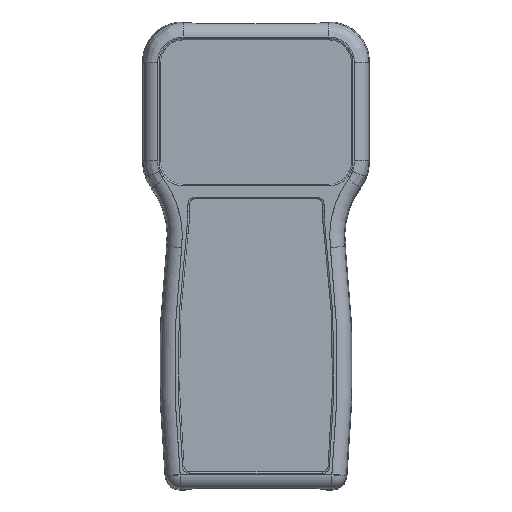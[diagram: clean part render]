
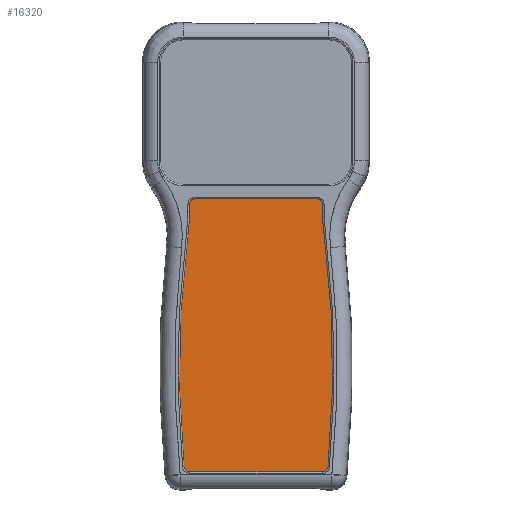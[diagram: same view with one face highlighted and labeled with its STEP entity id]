
A CAD part, top view. The second image highlights one B-rep face of the part: STEP entity #16320.
In plain terms, the highlighted face is planar.
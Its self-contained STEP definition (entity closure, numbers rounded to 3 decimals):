
#658=ELLIPSE('',#17661,2.001,2.);
#659=ELLIPSE('',#17662,2.001,2.);
#1301=CIRCLE('',#17655,364.106);
#1304=CIRCLE('',#17663,364.106);
#2030=B_SPLINE_CURVE_WITH_KNOTS('',3,(#28920,#28921,#28922,#28923),
 .UNSPECIFIED.,.F.,.F.,(4,4),(0.,0.782),.UNSPECIFIED.);
#2031=B_SPLINE_CURVE_WITH_KNOTS('',3,(#28925,#28926,#28927,#28928,#28929,
#28930,#28931,#28932,#28933,#28934,#28935,#28936,#28937,#28938,#28939,#28940),
 .UNSPECIFIED.,.F.,.F.,(4,3,3,3,3,4),(0.,0.078,0.156,
0.169,0.226,0.296),.UNSPECIFIED.);
#2032=B_SPLINE_CURVE_WITH_KNOTS('',3,(#28944,#28945,#28946,#28947,#28948,
#28949,#28950,#28951,#28952,#28953,#28954,#28955,#28956,#28957,#28958,#28959),
 .UNSPECIFIED.,.F.,.F.,(4,3,3,3,3,4),(0.,0.078,0.156,
0.169,0.226,0.296),.UNSPECIFIED.);
#2033=B_SPLINE_CURVE_WITH_KNOTS('',3,(#28962,#28963,#28964,#28965),
 .UNSPECIFIED.,.F.,.F.,(4,4),(0.,0.782),.UNSPECIFIED.);
#2834=FACE_OUTER_BOUND('',#3977,.T.);
#3977=EDGE_LOOP('',(#13352,#13353,#13354,#13355,#13356,#13357,#13358,#13359,
#13360,#13361,#13362,#13363));
#5156=LINE('',#28664,#6205);
#5161=LINE('',#28674,#6210);
#5182=LINE('',#28919,#6231);
#5183=LINE('',#28942,#6232);
#6205=VECTOR('',#20746,42.924);
#6210=VECTOR('',#20753,2.557);
#6231=VECTOR('',#20928,2.557);
#6232=VECTOR('',#20929,46.789);
#7572=VERTEX_POINT('',#28662);
#7573=VERTEX_POINT('',#28663);
#7576=VERTEX_POINT('',#28671);
#7577=VERTEX_POINT('',#28673);
#7634=VERTEX_POINT('',#28896);
#7635=VERTEX_POINT('',#28897);
#7639=VERTEX_POINT('',#28916);
#7640=VERTEX_POINT('',#28918);
#7641=VERTEX_POINT('',#28924);
#7642=VERTEX_POINT('',#28941);
#7643=VERTEX_POINT('',#28943);
#7644=VERTEX_POINT('',#28960);
#9592=EDGE_CURVE('',#7572,#7573,#5156,.T.);
#9597=EDGE_CURVE('',#7577,#7576,#5161,.T.);
#9674=EDGE_CURVE('',#7634,#7635,#1301,.T.);
#9680=EDGE_CURVE('',#7576,#7572,#658,.T.);
#9681=EDGE_CURVE('',#7573,#7639,#659,.T.);
#9682=EDGE_CURVE('',#7639,#7640,#5182,.T.);
#9683=EDGE_CURVE('',#7634,#7640,#2030,.F.);
#9684=EDGE_CURVE('',#7635,#7641,#2031,.T.);
#9685=EDGE_CURVE('',#7641,#7642,#5183,.T.);
#9686=EDGE_CURVE('',#7642,#7643,#2032,.T.);
#9687=EDGE_CURVE('',#7643,#7644,#1304,.T.);
#9688=EDGE_CURVE('',#7577,#7644,#2033,.F.);
#13352=ORIENTED_EDGE('',*,*,#9597,.T.);
#13353=ORIENTED_EDGE('',*,*,#9680,.T.);
#13354=ORIENTED_EDGE('',*,*,#9592,.T.);
#13355=ORIENTED_EDGE('',*,*,#9681,.T.);
#13356=ORIENTED_EDGE('',*,*,#9682,.T.);
#13357=ORIENTED_EDGE('',*,*,#9683,.F.);
#13358=ORIENTED_EDGE('',*,*,#9674,.T.);
#13359=ORIENTED_EDGE('',*,*,#9684,.T.);
#13360=ORIENTED_EDGE('',*,*,#9685,.T.);
#13361=ORIENTED_EDGE('',*,*,#9686,.T.);
#13362=ORIENTED_EDGE('',*,*,#9687,.T.);
#13363=ORIENTED_EDGE('',*,*,#9688,.F.);
#15584=PLANE('',#17660);
#16320=ADVANCED_FACE('',(#2834),#15584,.F.);
#17655=AXIS2_PLACEMENT_3D('',#28898,#20912,#20913);
#17660=AXIS2_PLACEMENT_3D('',#28914,#20922,#20923);
#17661=AXIS2_PLACEMENT_3D('',#28915,#20924,#20925);
#17662=AXIS2_PLACEMENT_3D('',#28917,#20926,#20927);
#17663=AXIS2_PLACEMENT_3D('',#28961,#20930,#20931);
#20746=DIRECTION('',(1.,0.,0.));
#20753=DIRECTION('',(0.,1.,0.));
#20912=DIRECTION('center_axis',(0.,0.,-1.));
#20913=DIRECTION('ref_axis',(0.99,0.14,0.));
#20922=DIRECTION('center_axis',(0.,0.,
1.));
#20923=DIRECTION('ref_axis',(1.,0.,0.));
#20924=DIRECTION('center_axis',(0.,0.,
-1.));
#20925=DIRECTION('ref_axis',(-0.707,0.707,0.));
#20926=DIRECTION('center_axis',(0.,0.,
-1.));
#20927=DIRECTION('ref_axis',(0.707,0.707,0.));
#20928=DIRECTION('',(0.,-1.,0.));
#20929=DIRECTION('',(-1.,0.,0.));
#20930=DIRECTION('center_axis',(0.,0.,-1.));
#20931=DIRECTION('ref_axis',(-0.995,-0.101,0.));
#28662=CARTESIAN_POINT('',(-21.462,-34.844,-12.5));
#28663=CARTESIAN_POINT('',(21.462,-34.844,-12.5));
#28664=CARTESIAN_POINT('',(-23.488,-34.844,-12.5));
#28671=CARTESIAN_POINT('',(-23.462,-36.843,-12.5));
#28673=CARTESIAN_POINT('',(-23.462,-39.4,-12.5));
#28674=CARTESIAN_POINT('',(-23.462,-43.462,-12.5));
#28896=CARTESIAN_POINT('',(23.97,-47.194,-12.5));
#28897=CARTESIAN_POINT('',(25.385,-129.348,-12.5));
#28898=CARTESIAN_POINT('Origin',(-337.05,-94.5,-12.5));
#28914=CARTESIAN_POINT('Origin',(0.,-83.565,
-12.5));
#28915=CARTESIAN_POINT('Origin',(-21.462,-36.844,-12.5));
#28916=CARTESIAN_POINT('',(23.462,-36.843,-12.5));
#28917=CARTESIAN_POINT('Origin',(21.462,-36.844,-12.5));
#28918=CARTESIAN_POINT('',(23.462,-39.4,-12.5));
#28919=CARTESIAN_POINT('',(23.462,-34.817,-12.5));
#28920=CARTESIAN_POINT('Ctrl Pts',(23.462,-39.4,-12.5));
#28921=CARTESIAN_POINT('Ctrl Pts',(23.462,-42.006,-12.5));
#28922=CARTESIAN_POINT('Ctrl Pts',(23.632,-44.611,-12.5));
#28923=CARTESIAN_POINT('Ctrl Pts',(23.97,-47.194,-12.5));
#28924=CARTESIAN_POINT('',(23.394,-131.156,-12.5));
#28925=CARTESIAN_POINT('Ctrl Pts',(25.385,-129.348,-12.5));
#28926=CARTESIAN_POINT('Ctrl Pts',(25.36,-129.607,-12.5));
#28927=CARTESIAN_POINT('Ctrl Pts',(25.282,-129.858,-12.5));
#28928=CARTESIAN_POINT('Ctrl Pts',(25.161,-130.088,-12.5));
#28929=CARTESIAN_POINT('Ctrl Pts',(25.039,-130.318,-12.5));
#28930=CARTESIAN_POINT('Ctrl Pts',(24.875,-130.524,-12.5));
#28931=CARTESIAN_POINT('Ctrl Pts',(24.677,-130.691,-12.5));
#28932=CARTESIAN_POINT('Ctrl Pts',(24.644,-130.719,-12.5));
#28933=CARTESIAN_POINT('Ctrl Pts',(24.611,-130.745,-12.5));
#28934=CARTESIAN_POINT('Ctrl Pts',(24.576,-130.77,-12.5));
#28935=CARTESIAN_POINT('Ctrl Pts',(24.424,-130.882,-12.5));
#28936=CARTESIAN_POINT('Ctrl Pts',(24.256,-130.971,-12.5));
#28937=CARTESIAN_POINT('Ctrl Pts',(24.077,-131.036,-12.5));
#28938=CARTESIAN_POINT('Ctrl Pts',(23.858,-131.115,-12.5));
#28939=CARTESIAN_POINT('Ctrl Pts',(23.627,-131.156,-12.5));
#28940=CARTESIAN_POINT('Ctrl Pts',(23.394,-131.156,-12.5));
#28941=CARTESIAN_POINT('',(-23.394,-131.156,-12.5));
#28942=CARTESIAN_POINT('',(25.23,-131.156,-12.5));
#28943=CARTESIAN_POINT('',(-25.385,-129.348,-12.5));
#28944=CARTESIAN_POINT('Ctrl Pts',(-23.394,-131.156,
-12.5));
#28945=CARTESIAN_POINT('Ctrl Pts',(-23.655,-131.156,
-12.5));
#28946=CARTESIAN_POINT('Ctrl Pts',(-23.912,-131.103,
-12.5));
#28947=CARTESIAN_POINT('Ctrl Pts',(-24.153,-131.004,
-12.5));
#28948=CARTESIAN_POINT('Ctrl Pts',(-24.393,-130.905,
-12.5));
#28949=CARTESIAN_POINT('Ctrl Pts',(-24.613,-130.762,-12.5));
#28950=CARTESIAN_POINT('Ctrl Pts',(-24.799,-130.58,
-12.5));
#28951=CARTESIAN_POINT('Ctrl Pts',(-24.829,-130.55,
-12.5));
#28952=CARTESIAN_POINT('Ctrl Pts',(-24.859,-130.519,
-12.5));
#28953=CARTESIAN_POINT('Ctrl Pts',(-24.887,-130.488,
-12.5));
#28954=CARTESIAN_POINT('Ctrl Pts',(-25.013,-130.347,
-12.5));
#28955=CARTESIAN_POINT('Ctrl Pts',(-25.118,-130.188,
-12.5));
#28956=CARTESIAN_POINT('Ctrl Pts',(-25.2,-130.016,
-12.5));
#28957=CARTESIAN_POINT('Ctrl Pts',(-25.299,-129.806,-12.5));
#28958=CARTESIAN_POINT('Ctrl Pts',(-25.363,-129.58,
-12.5));
#28959=CARTESIAN_POINT('Ctrl Pts',(-25.385,-129.348,-12.5));
#28960=CARTESIAN_POINT('',(-23.97,-47.194,-12.5));
#28961=CARTESIAN_POINT('Origin',(337.05,-94.5,-12.5));
#28962=CARTESIAN_POINT('Ctrl Pts',(-23.97,-47.194,
-12.5));
#28963=CARTESIAN_POINT('Ctrl Pts',(-23.632,-44.611,
-12.5));
#28964=CARTESIAN_POINT('Ctrl Pts',(-23.462,-42.006,
-12.5));
#28965=CARTESIAN_POINT('Ctrl Pts',(-23.462,-39.4,
-12.5));
